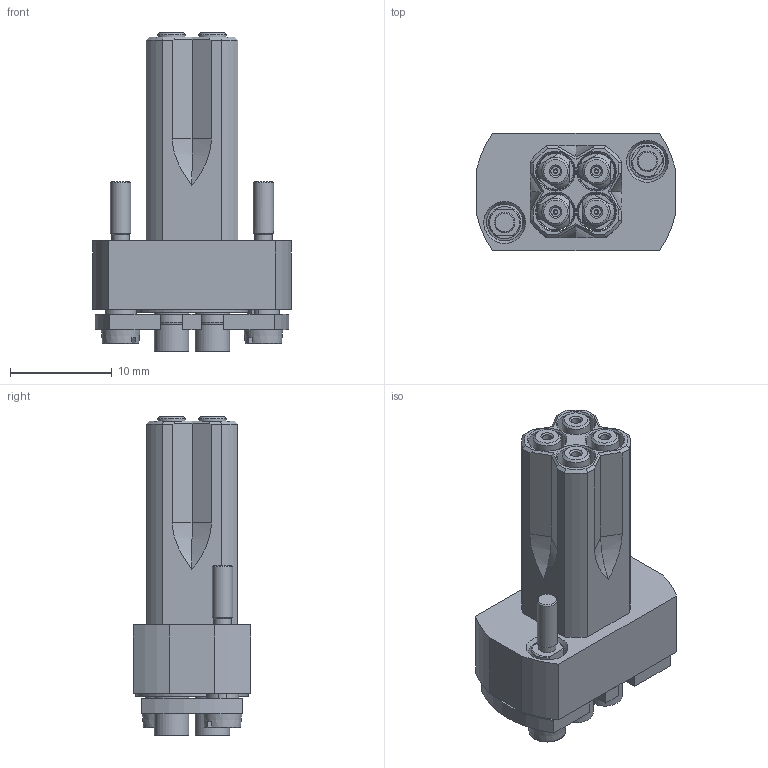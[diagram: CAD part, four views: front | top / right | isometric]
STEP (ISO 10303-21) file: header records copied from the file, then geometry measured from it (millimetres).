
FILE_DESCRIPTION (( 'STEP AP214' ), '1' );
FILE_NAME ('MOD-HF77-0001BG04-1.STEP', '2021-08-25T13:31:37', ( 'first' ), ( 'Hewlett-Packard Company' ), 'SwSTEP 2.0', 'SolidWorks 2020', '' );
FILE_SCHEMA (( 'AUTOMOTIVE_DESIGN' ));
Length unit declared in the file: millimetre
Products named in the file (1): MOD-HF77-0001BG04-1
Bounding box: 19.5 x 11.5 x 31.2 mm (x, y, z)
Volume: 2734.5 mm3; surface area: 5271.5 mm2
Topology: 12 solids, 12 shells, 1023 faces, 2631 edges, 1736 vertices
Faces by surface type: plane 508, bspline 263, cylinder 162, cone 86, sphere 4
Full cylindrical faces by diameter (mm): 0.31 x4, 0.45 x4, 0.92 x4, 1.14 x4, 1.6 x2, 1.7 x2, 2 x4, 2.05 x2, 2.12 x4, 2.18 x4, 2.2 x6, 2.23 x4, 2.5 x2, 2.7 x4, 2.8 x4, 2.95 x4, 3 x4, 3.15 x4, 3.4 x8, 3.5 x4, 3.6 x2, 3.7 x4, 3.75 x4, 11 x1
Entity records: 68874 total; most frequent: CARTESIAN_POINT 35343, ORIENTED_EDGE 4718, DIRECTION 3873, EDGE_CURVE 2359, VERTEX_POINT 1642, AXIS2_PLACEMENT_3D 1342, EDGE_LOOP 1315, VECTOR 1189
